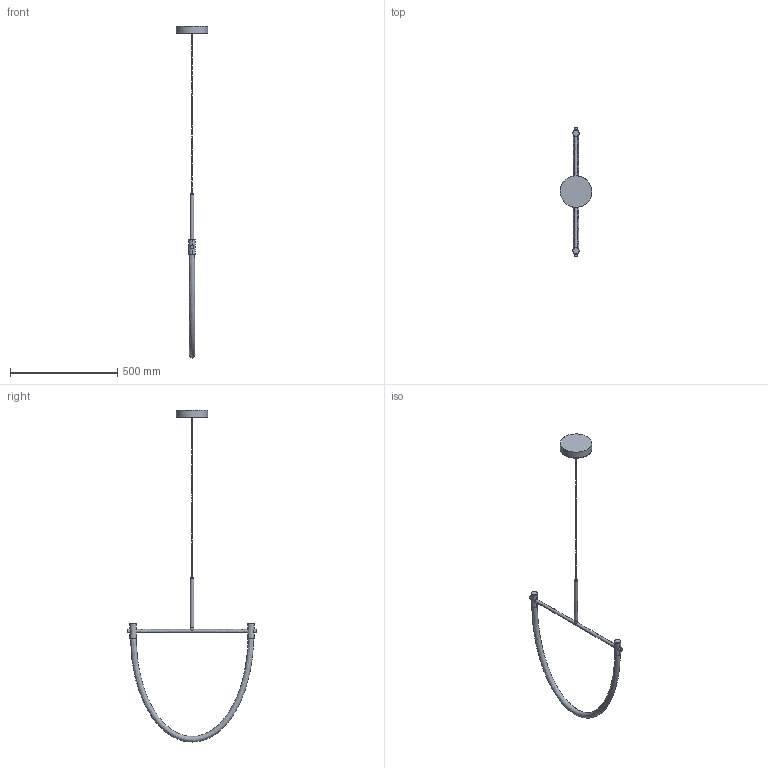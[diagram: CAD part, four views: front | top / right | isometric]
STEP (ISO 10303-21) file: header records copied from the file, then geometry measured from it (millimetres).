
FILE_DESCRIPTION(/* description */ (''),/* implementation_level */ '2;1');
FILE_NAME(/* name */ 'Arc130_3D_mm',/* time_stamp */ '2025-06-23T15:26:23-07:00',/* author */ (''),/* organization */ (''),/* preprocessor_version */ 'ST-DEVELOPER v16.5',/* originating_system */ '',/* authorisation */ '');
FILE_SCHEMA (('AUTOMOTIVE_DESIGN'));
Length unit declared in the file: millimetre
Products named in the file (1): Document
Bounding box: 146.98 x 600 x 1549.43 mm (x, y, z)
Volume: 1486661.6 mm3; surface area: 211817 mm2
Topology: 4 solids, 4 shells, 80 faces, 150 edges, 92 vertices
Faces by surface type: bspline 50, plane 30
Entity records: 3441 total; most frequent: CARTESIAN_POINT 2407, ORIENTED_EDGE 300, EDGE_CURVE 150, EDGE_LOOP 94, VERTEX_POINT 92, ADVANCED_FACE 80, FACE_OUTER_BOUND 80, B_SPLINE_CURVE_WITH_KNOTS 67
